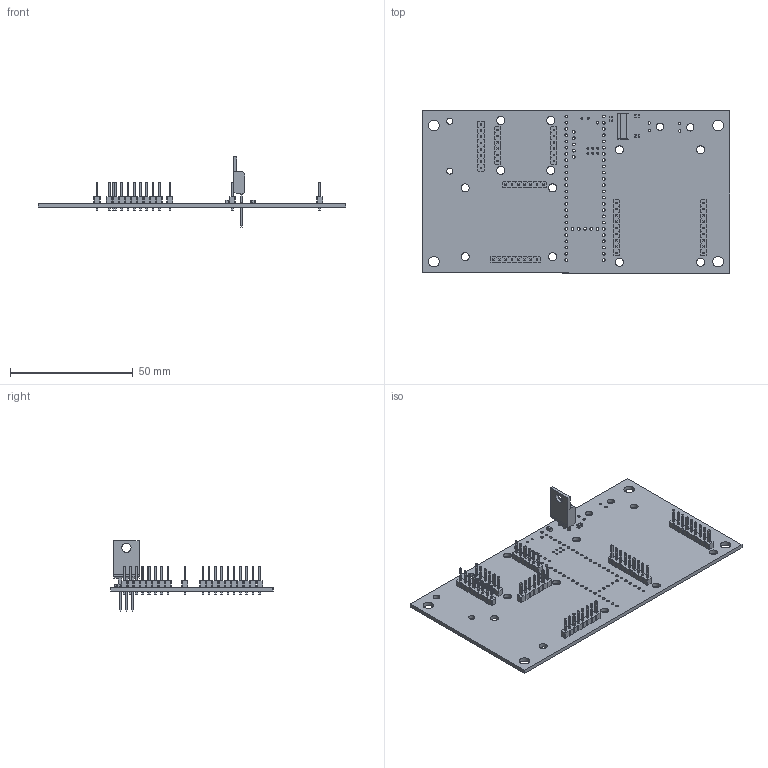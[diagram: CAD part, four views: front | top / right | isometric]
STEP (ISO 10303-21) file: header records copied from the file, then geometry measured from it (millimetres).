
FILE_DESCRIPTION(('KiCad electronic assembly'),'2;1');
FILE_NAME('ARESnoseConeSystem2022.step','2021-11-06T13:37:57',( 'An Author'),('A Company'),'Open CASCADE STEP processor 6.9', 'KiCad to STEP converter','Unknown');
FILE_SCHEMA(('AUTOMOTIVE_DESIGN { 1 0 10303 214 1 1 1 1 }'));
Length unit declared in the file: millimetre
Products named in the file (14): Open CASCADE STEP translator 6.9 1; PinHeader_1x09_P2.54mm_Vertical; SOLID; PinHeader_1x08_P2.54mm_Vertical; PinHeader_1x06_P2.54mm_Vertical; PinHeader_1x07_P2.54mm_Vertical; TO-220-3_Vertical; C_0805_2012Metric; COMPOUND
Assembly tree (18 placements, depth 3):
  Open CASCADE STEP translator 6.9 1
    PinHeader_1x09_P2.54mm_Vertical  x2
      SOLID
    PinHeader_1x08_P2.54mm_Vertical  x2
      SOLID
    PinHeader_1x06_P2.54mm_Vertical  x2
      SOLID
    PinHeader_1x07_P2.54mm_Vertical
      SOLID
    TO-220-3_Vertical
      SOLID
    C_0805_2012Metric  x3
      SOLID
    COMPOUND
Bounding box: 125.22 x 66.04 x 28.52 mm (x, y, z)
Volume: 14276.2 mm3; surface area: 20843.2 mm2
Topology: 12 solids, 12 shells, 1585 faces, 3923 edges, 2474 vertices
Faces by surface type: plane 1401, cylinder 184
Full cylindrical faces by diameter (mm): 0.8 x8, 1 x53, 1.02 x4, 1.1 x62, 2.5 x2, 3 x2, 3.302 x12, 3.735 x1, 4.3 x4
Entity records: 67310 total; most frequent: CARTESIAN_POINT 11645, DIRECTION 9262, LINE 6641, VECTOR 6641, ORIENTED_EDGE 4854, PCURVE 4854, DEFINITIONAL_REPRESENTATION 4854, EDGE_CURVE 2427
